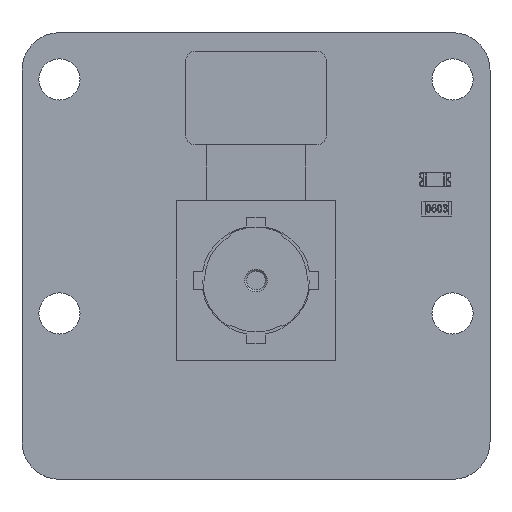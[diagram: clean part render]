
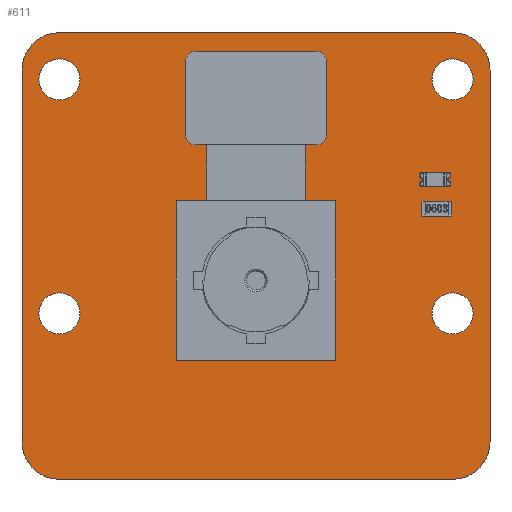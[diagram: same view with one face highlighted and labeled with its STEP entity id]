
A CAD part, top view. The second image highlights one B-rep face of the part: STEP entity #611.
In plain terms, the highlighted planar face has unit normal (0, 0, 1).
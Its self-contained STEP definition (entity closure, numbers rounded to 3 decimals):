
#112=CARTESIAN_POINT('',(2.001,-21.861,1.667));
#113=DIRECTION('',(0.,0.,1.));
#114=DIRECTION('',(-1.,0.,0.));
#115=AXIS2_PLACEMENT_3D('',#112,#113,#114);
#120=DIRECTION('',(0.,-1.,0.));
#121=VECTOR('',#120,19.862);
#122=CARTESIAN_POINT('',(0.,-2.,1.667));
#123=LINE('',#122,#121);
#127=CARTESIAN_POINT('',(2.001,-2.001,1.667));
#128=DIRECTION('',(0.,0.,1.));
#129=DIRECTION('',(0.,1.,0.));
#130=AXIS2_PLACEMENT_3D('',#127,#128,#129);
#135=DIRECTION('',(-1.,0.,0.));
#136=VECTOR('',#135,21.);
#137=CARTESIAN_POINT('',(23.,0.,1.667));
#138=LINE('',#137,#136);
#142=CARTESIAN_POINT('',(22.999,-2.001,1.667));
#143=DIRECTION('',(0.,0.,1.));
#144=DIRECTION('',(1.,0.,0.));
#145=AXIS2_PLACEMENT_3D('',#142,#143,#144);
#150=DIRECTION('',(0.,1.,0.));
#151=VECTOR('',#150,19.862);
#152=CARTESIAN_POINT('',(25.,-21.862,1.667));
#153=LINE('',#152,#151);
#157=CARTESIAN_POINT('',(22.999,-21.861,1.667));
#158=DIRECTION('',(0.,0.,1.));
#159=DIRECTION('',(0.,-1.,0.));
#160=AXIS2_PLACEMENT_3D('',#157,#158,#159);
#165=DIRECTION('',(1.,0.,0.));
#166=VECTOR('',#165,21.);
#167=CARTESIAN_POINT('',(2.,-23.862,1.667));
#168=LINE('',#167,#166);
#172=CARTESIAN_POINT('',(2.,-15.,1.667));
#173=DIRECTION('',(0.,0.,1.));
#174=DIRECTION('',(1.,0.,0.));
#175=AXIS2_PLACEMENT_3D('',#172,#173,#174);
#180=CARTESIAN_POINT('',(2.,-15.,1.667));
#181=DIRECTION('',(0.,0.,1.));
#182=DIRECTION('',(-1.,0.,0.));
#183=AXIS2_PLACEMENT_3D('',#180,#181,#182);
#188=CARTESIAN_POINT('',(2.,-2.5,1.667));
#189=DIRECTION('',(0.,0.,1.));
#190=DIRECTION('',(1.,0.,0.));
#191=AXIS2_PLACEMENT_3D('',#188,#189,#190);
#196=CARTESIAN_POINT('',(2.,-2.5,1.667));
#197=DIRECTION('',(0.,0.,1.));
#198=DIRECTION('',(-1.,0.,0.));
#199=AXIS2_PLACEMENT_3D('',#196,#197,#198);
#204=CARTESIAN_POINT('',(23.,-15.,1.667));
#205=DIRECTION('',(0.,0.,1.));
#206=DIRECTION('',(1.,0.,0.));
#207=AXIS2_PLACEMENT_3D('',#204,#205,#206);
#212=CARTESIAN_POINT('',(23.,-15.,1.667));
#213=DIRECTION('',(0.,0.,1.));
#214=DIRECTION('',(-1.,0.,0.));
#215=AXIS2_PLACEMENT_3D('',#212,#213,#214);
#220=CARTESIAN_POINT('',(23.,-2.5,1.667));
#221=DIRECTION('',(0.,0.,1.));
#222=DIRECTION('',(1.,0.,0.));
#223=AXIS2_PLACEMENT_3D('',#220,#221,#222);
#228=CARTESIAN_POINT('',(23.,-2.5,1.667));
#229=DIRECTION('',(0.,0.,1.));
#230=DIRECTION('',(-1.,0.,0.));
#231=AXIS2_PLACEMENT_3D('',#228,#229,#230);
#389=CARTESIAN_POINT('',(0.,-21.862,1.667));
#391=VERTEX_POINT('',#389);
#392=CARTESIAN_POINT('',(2.,-23.862,1.667));
#393=VERTEX_POINT('',#392);
#396=CARTESIAN_POINT('',(23.,-23.862,1.667));
#397=VERTEX_POINT('',#396);
#400=CARTESIAN_POINT('',(25.,-21.862,1.667));
#401=VERTEX_POINT('',#400);
#404=CARTESIAN_POINT('',(25.,-2.,1.667));
#405=VERTEX_POINT('',#404);
#408=CARTESIAN_POINT('',(23.,0.,1.667));
#409=VERTEX_POINT('',#408);
#412=CARTESIAN_POINT('',(2.,0.,1.667));
#413=VERTEX_POINT('',#412);
#416=CARTESIAN_POINT('',(0.,-2.,1.667));
#417=VERTEX_POINT('',#416);
#420=CARTESIAN_POINT('',(0.9,-15.,1.667));
#422=VERTEX_POINT('',#420);
#424=CARTESIAN_POINT('',(3.1,-15.,1.667));
#425=VERTEX_POINT('',#424);
#428=CARTESIAN_POINT('',(0.9,-2.5,1.667));
#430=VERTEX_POINT('',#428);
#432=CARTESIAN_POINT('',(3.1,-2.5,1.667));
#433=VERTEX_POINT('',#432);
#436=CARTESIAN_POINT('',(21.9,-15.,1.667));
#438=VERTEX_POINT('',#436);
#440=CARTESIAN_POINT('',(24.1,-15.,1.667));
#441=VERTEX_POINT('',#440);
#444=CARTESIAN_POINT('',(21.9,-2.5,1.667));
#446=VERTEX_POINT('',#444);
#448=CARTESIAN_POINT('',(24.1,-2.5,1.667));
#449=VERTEX_POINT('',#448);
#572=CARTESIAN_POINT('',(0.,-21.862,1.667));
#573=DIRECTION('',(0.,0.,-1.));
#574=DIRECTION('',(-1.,0.,0.));
#575=AXIS2_PLACEMENT_3D('',#572,#573,#574);
#576=PLANE('',#575);
#577=ORIENTED_EDGE('',*,*,#459,.F.);
#578=ORIENTED_EDGE('',*,*,#475,.F.);
#579=ORIENTED_EDGE('',*,*,#490,.F.);
#580=ORIENTED_EDGE('',*,*,#505,.F.);
#581=ORIENTED_EDGE('',*,*,#520,.F.);
#582=ORIENTED_EDGE('',*,*,#535,.F.);
#583=ORIENTED_EDGE('',*,*,#550,.F.);
#584=ORIENTED_EDGE('',*,*,#564,.F.);
#585=EDGE_LOOP('',(#577,#578,#579,#580,#581,#582,#583,#584));
#586=FACE_OUTER_BOUND('',#585,.F.);
#588=ORIENTED_EDGE('',*,*,#587,.T.);
#590=ORIENTED_EDGE('',*,*,#589,.T.);
#591=EDGE_LOOP('',(#588,#590));
#592=FACE_BOUND('',#591,.F.);
#594=ORIENTED_EDGE('',*,*,#593,.T.);
#596=ORIENTED_EDGE('',*,*,#595,.T.);
#597=EDGE_LOOP('',(#594,#596));
#598=FACE_BOUND('',#597,.F.);
#600=ORIENTED_EDGE('',*,*,#599,.T.);
#602=ORIENTED_EDGE('',*,*,#601,.T.);
#603=EDGE_LOOP('',(#600,#602));
#604=FACE_BOUND('',#603,.F.);
#606=ORIENTED_EDGE('',*,*,#605,.T.);
#608=ORIENTED_EDGE('',*,*,#607,.T.);
#609=EDGE_LOOP('',(#606,#608));
#610=FACE_BOUND('',#609,.F.);
#116=CIRCLE('',#115,2.001);
#131=CIRCLE('',#130,2.001);
#146=CIRCLE('',#145,2.001);
#161=CIRCLE('',#160,2.001);
#176=CIRCLE('',#175,1.1);
#184=CIRCLE('',#183,1.1);
#192=CIRCLE('',#191,1.1);
#200=CIRCLE('',#199,1.1);
#208=CIRCLE('',#207,1.1);
#216=CIRCLE('',#215,1.1);
#224=CIRCLE('',#223,1.1);
#232=CIRCLE('',#231,1.1);
#459=EDGE_CURVE('',#391,#393,#116,.T.);
#475=EDGE_CURVE('',#417,#391,#123,.T.);
#490=EDGE_CURVE('',#413,#417,#131,.T.);
#505=EDGE_CURVE('',#409,#413,#138,.T.);
#520=EDGE_CURVE('',#405,#409,#146,.T.);
#535=EDGE_CURVE('',#401,#405,#153,.T.);
#550=EDGE_CURVE('',#397,#401,#161,.T.);
#564=EDGE_CURVE('',#393,#397,#168,.T.);
#587=EDGE_CURVE('',#425,#422,#176,.T.);
#589=EDGE_CURVE('',#422,#425,#184,.T.);
#593=EDGE_CURVE('',#433,#430,#192,.T.);
#595=EDGE_CURVE('',#430,#433,#200,.T.);
#599=EDGE_CURVE('',#441,#438,#208,.T.);
#601=EDGE_CURVE('',#438,#441,#216,.T.);
#605=EDGE_CURVE('',#449,#446,#224,.T.);
#607=EDGE_CURVE('',#446,#449,#232,.T.);
#611=ADVANCED_FACE('',(#586,#592,#598,#604,#610),#576,.F.);
